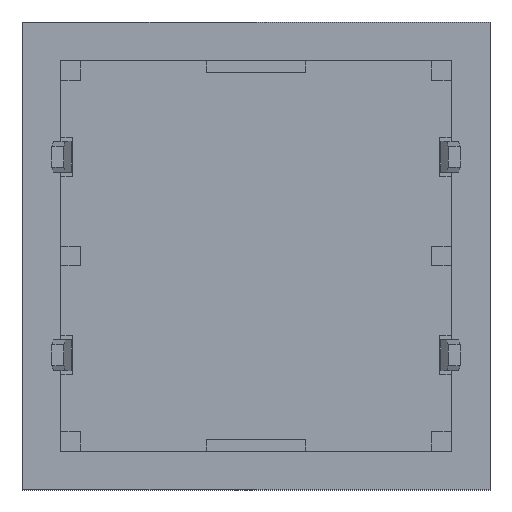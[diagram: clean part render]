
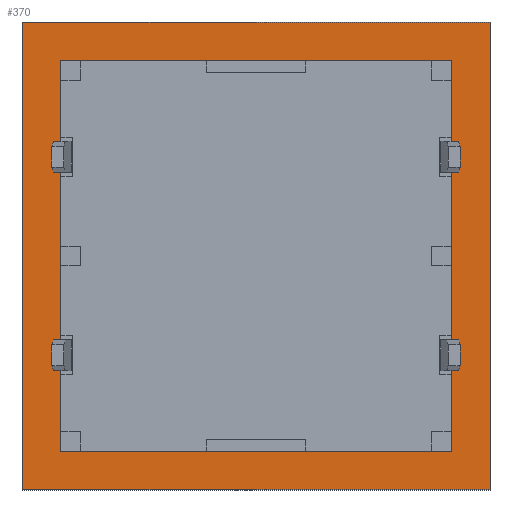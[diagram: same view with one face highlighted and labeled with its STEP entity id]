
A CAD part, front view. The second image highlights one B-rep face of the part: STEP entity #370.
In plain terms, the highlighted planar face has unit normal (0, -1, 0).
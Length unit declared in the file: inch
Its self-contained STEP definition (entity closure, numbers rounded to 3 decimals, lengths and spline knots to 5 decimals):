
#370 = ADVANCED_FACE( '', ( #760, #761 ), #762, .F. );
#760 = FACE_BOUND( '', #1217, .T. );
#761 = FACE_OUTER_BOUND( '', #1218, .T. );
#762 = PLANE( '', #1219 );
#1217 = EDGE_LOOP( '', ( #1898 ) );
#1218 = EDGE_LOOP( '', ( #1899, #1900, #1901, #1902 ) );
#1219 = AXIS2_PLACEMENT_3D( '', #1903, #1904, #1905 );
#1898 = ORIENTED_EDGE( '', *, *, #3157, .T. );
#1899 = ORIENTED_EDGE( '', *, *, #3158, .T. );
#1900 = ORIENTED_EDGE( '', *, *, #3159, .F. );
#1901 = ORIENTED_EDGE( '', *, *, #3127, .F. );
#1902 = ORIENTED_EDGE( '', *, *, #3160, .T. );
#1903 = CARTESIAN_POINT( '', ( 0.472, 0., 0.472 ) );
#1904 = DIRECTION( '', ( 0., 1., 0. ) );
#1905 = DIRECTION( '', ( 0., 0., 1. ) );
#3127 = EDGE_CURVE( '', #3816, #3811, #3818, .T. );
#3157 = EDGE_CURVE( '', #3864, #3864, #3865, .T. );
#3158 = EDGE_CURVE( '', #3866, #3867, #3868, .T. );
#3159 = EDGE_CURVE( '', #3811, #3867, #3869, .T. );
#3160 = EDGE_CURVE( '', #3816, #3866, #3870, .T. );
#3811 = VERTEX_POINT( '', #4776 );
#3816 = VERTEX_POINT( '', #4783 );
#3818 = LINE( '', #4786, #4787 );
#3864 = VERTEX_POINT( '', #4854 );
#3865 = CIRCLE( '', #4855, 0.138 );
#3866 = VERTEX_POINT( '', #4856 );
#3867 = VERTEX_POINT( '', #4857 );
#3868 = LINE( '', #4858, #4859 );
#3869 = LINE( '', #4860, #4861 );
#3870 = LINE( '', #4862, #4863 );
#4776 = CARTESIAN_POINT( '', ( 0.472, 0., 0. ) );
#4783 = CARTESIAN_POINT( '', ( 0.472, 0., 0.472 ) );
#4786 = CARTESIAN_POINT( '', ( 0.472, 0., 0.472 ) );
#4787 = VECTOR( '', #5678, 39.37008 );
#4854 = CARTESIAN_POINT( '', ( 0.374, 0., 0.236 ) );
#4855 = AXIS2_PLACEMENT_3D( '', #5700, #5701, #5702 );
#4856 = CARTESIAN_POINT( '', ( 0., 0., 0.472 ) );
#4857 = CARTESIAN_POINT( '', ( 0., 0., 0. ) );
#4858 = CARTESIAN_POINT( '', ( 0., 0., 0.472 ) );
#4859 = VECTOR( '', #5703, 39.37008 );
#4860 = CARTESIAN_POINT( '', ( 0.472, 0., 0. ) );
#4861 = VECTOR( '', #5704, 39.37008 );
#4862 = CARTESIAN_POINT( '', ( 0.472, 0., 0.472 ) );
#4863 = VECTOR( '', #5705, 39.37008 );
#5678 = DIRECTION( '', ( 0., 0., -1. ) );
#5700 = CARTESIAN_POINT( '', ( 0.236, 0., 0.236 ) );
#5701 = DIRECTION( '', ( 0., 1., 0. ) );
#5702 = DIRECTION( '', ( 1., 0., 0. ) );
#5703 = DIRECTION( '', ( 0., 0., -1. ) );
#5704 = DIRECTION( '', ( -1., 0., 0. ) );
#5705 = DIRECTION( '', ( -1., 0., 0. ) );
